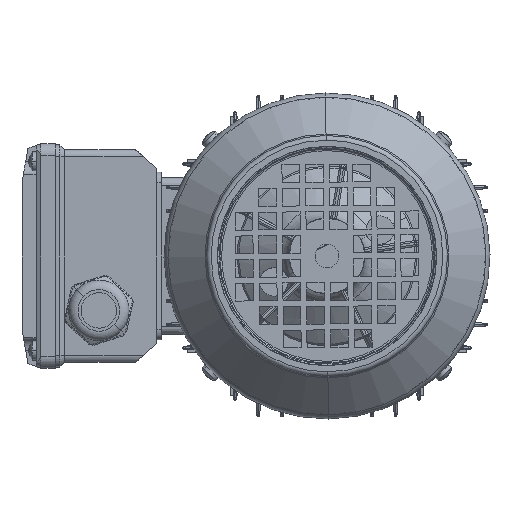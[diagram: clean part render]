
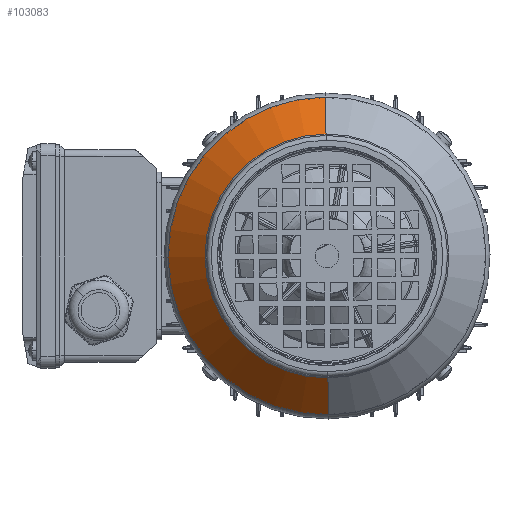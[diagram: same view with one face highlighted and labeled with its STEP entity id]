
A CAD part, left-side view. The second image highlights one B-rep face of the part: STEP entity #103083.
In plain terms, the highlighted conical face has half-angle 45 degrees and reference radius 51.586 mm.
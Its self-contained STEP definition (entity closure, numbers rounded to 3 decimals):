
#1369 = ORIENTED_EDGE ( 'NONE', *, *, #92758, .F. ) ;
#1692 = AXIS2_PLACEMENT_3D ( 'NONE', #90469, #59590, #117626 ) ;
#3770 = FACE_OUTER_BOUND ( 'NONE', #36511, .T. ) ;
#7770 = CIRCLE ( 'NONE', #44192, 51.586 ) ;
#9633 = VERTEX_POINT ( 'NONE', #63316 ) ;
#11393 = CARTESIAN_POINT ( 'NONE',  ( 69.414, 0., -51.586 ) ) ;
#12228 = AXIS2_PLACEMENT_3D ( 'NONE', #89679, #48061, #69538 ) ;
#12645 = ORIENTED_EDGE ( 'NONE', *, *, #43799, .T. ) ;
#13466 = CARTESIAN_POINT ( 'NONE',  ( 69.414, 0., 51.586 ) ) ;
#19017 = CARTESIAN_POINT ( 'NONE',  ( 53.749, 0., 67.251 ) ) ;
#24142 = VECTOR ( 'NONE', #35266, 1000. ) ;
#26133 = CARTESIAN_POINT ( 'NONE',  ( 69.414, 0., -51.586 ) ) ;
#33744 = EDGE_CURVE ( 'NONE', #96164, #9633, #46788, .T. ) ;
#35266 = DIRECTION ( 'NONE',  ( -0.707, 0., 0.707 ) ) ;
#36511 = EDGE_LOOP ( 'NONE', ( #12645, #82651, #129725, #1369 ) ) ;
#43799 = EDGE_CURVE ( 'NONE', #118712, #45482, #7770, .T. ) ;
#44192 = AXIS2_PLACEMENT_3D ( 'NONE', #49877, #46089, #80117 ) ;
#45482 = VERTEX_POINT ( 'NONE', #26133 ) ;
#46089 = DIRECTION ( 'NONE',  ( -1., 0., 0. ) ) ;
#46788 = CIRCLE ( 'NONE', #1692, 67.251 ) ;
#48061 = DIRECTION ( 'NONE',  ( -1., 0., 0. ) ) ;
#49877 = CARTESIAN_POINT ( 'NONE',  ( 69.414, 0., 0. ) ) ;
#52386 = DIRECTION ( 'NONE',  ( -0.707, 0., -0.707 ) ) ;
#59590 = DIRECTION ( 'NONE',  ( -1., 0., 0. ) ) ;
#63316 = CARTESIAN_POINT ( 'NONE',  ( 53.749, 0., -67.251 ) ) ;
#66165 = CARTESIAN_POINT ( 'NONE',  ( 69.414, 0., 51.586 ) ) ;
#69538 = DIRECTION ( 'NONE',  ( 0., 0., 1. ) ) ;
#70555 = VECTOR ( 'NONE', #52386, 1000. ) ;
#73207 = LINE ( 'NONE', #11393, #70555 ) ;
#80117 = DIRECTION ( 'NONE',  ( 0., 0., 1. ) ) ;
#82651 = ORIENTED_EDGE ( 'NONE', *, *, #107340, .T. ) ;
#88963 = LINE ( 'NONE', #66165, #24142 ) ;
#89679 = CARTESIAN_POINT ( 'NONE',  ( 69.414, 0., 0. ) ) ;
#90469 = CARTESIAN_POINT ( 'NONE',  ( 53.749, 0., 0. ) ) ;
#92758 = EDGE_CURVE ( 'NONE', #118712, #96164, #88963, .T. ) ;
#95945 = CONICAL_SURFACE ( 'NONE', #12228, 51.586, 0.785 ) ;
#96164 = VERTEX_POINT ( 'NONE', #19017 ) ;
#103083 = ADVANCED_FACE ( 'NONE', ( #3770 ), #95945, .T. ) ;
#107340 = EDGE_CURVE ( 'NONE', #45482, #9633, #73207, .T. ) ;
#117626 = DIRECTION ( 'NONE',  ( 0., 0., 1. ) ) ;
#118712 = VERTEX_POINT ( 'NONE', #13466 ) ;
#129725 = ORIENTED_EDGE ( 'NONE', *, *, #33744, .F. ) ;
